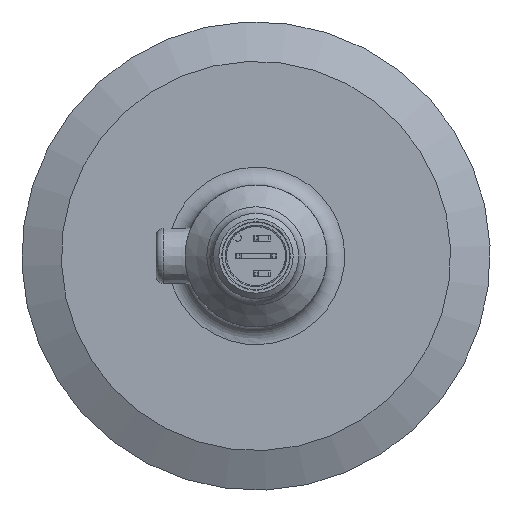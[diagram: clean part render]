
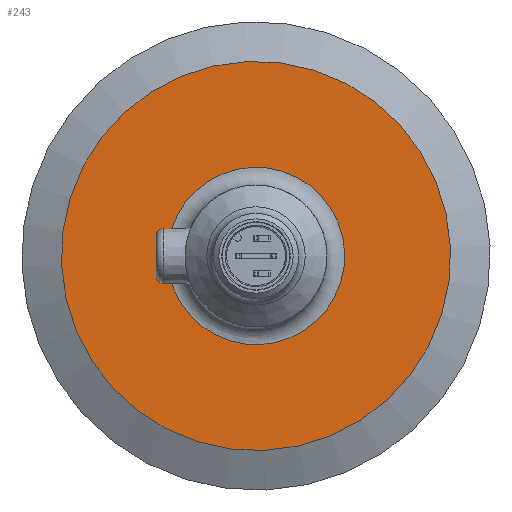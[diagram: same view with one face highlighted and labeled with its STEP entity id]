
A CAD part, left-side view. The second image highlights one B-rep face of the part: STEP entity #243.
In plain terms, the highlighted planar face has unit normal (-1, 0, 0).
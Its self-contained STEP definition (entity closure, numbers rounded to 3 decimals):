
#243 = ADVANCED_FACE( '', ( #562, #563 ), #564, .F. );
#562 = FACE_BOUND( '', #952, .T. );
#563 = FACE_OUTER_BOUND( '', #953, .T. );
#564 = PLANE( '', #954 );
#952 = EDGE_LOOP( '', ( #1618 ) );
#953 = EDGE_LOOP( '', ( #1619 ) );
#954 = AXIS2_PLACEMENT_3D( '', #1620, #1621, #1622 );
#1618 = ORIENTED_EDGE( '', *, *, #2234, .T. );
#1619 = ORIENTED_EDGE( '', *, *, #2374, .T. );
#1620 = CARTESIAN_POINT( '', ( -17., 25.337, -10.495 ) );
#1621 = DIRECTION( '', ( 1., 0., 0. ) );
#1622 = DIRECTION( '', ( 0., -0.383, -0.924 ) );
#2234 = EDGE_CURVE( '', #2683, #2683, #2684, .T. );
#2374 = EDGE_CURVE( '', #2895, #2895, #2896, .T. );
#2683 = VERTEX_POINT( '', #3351 );
#2684 = CIRCLE( '', #3352, 12.5 );
#2895 = VERTEX_POINT( '', #3640 );
#2896 = CIRCLE( '', #3641, 27.424 );
#3351 = CARTESIAN_POINT( '', ( -17., -4.784, -11.548 ) );
#3352 = AXIS2_PLACEMENT_3D( '', #3990, #3991, #3992 );
#3640 = CARTESIAN_POINT( '', ( -17., 10.495, 25.337 ) );
#3641 = AXIS2_PLACEMENT_3D( '', #4154, #4155, #4156 );
#3990 = CARTESIAN_POINT( '', ( -17., 0., 0. ) );
#3991 = DIRECTION( '', ( 1., 0., 0. ) );
#3992 = DIRECTION( '', ( 0., -0.383, -0.924 ) );
#4154 = CARTESIAN_POINT( '', ( -17., 0., 0. ) );
#4155 = DIRECTION( '', ( -1., 0., 0. ) );
#4156 = DIRECTION( '', ( 0., 0.383, 0.924 ) );
